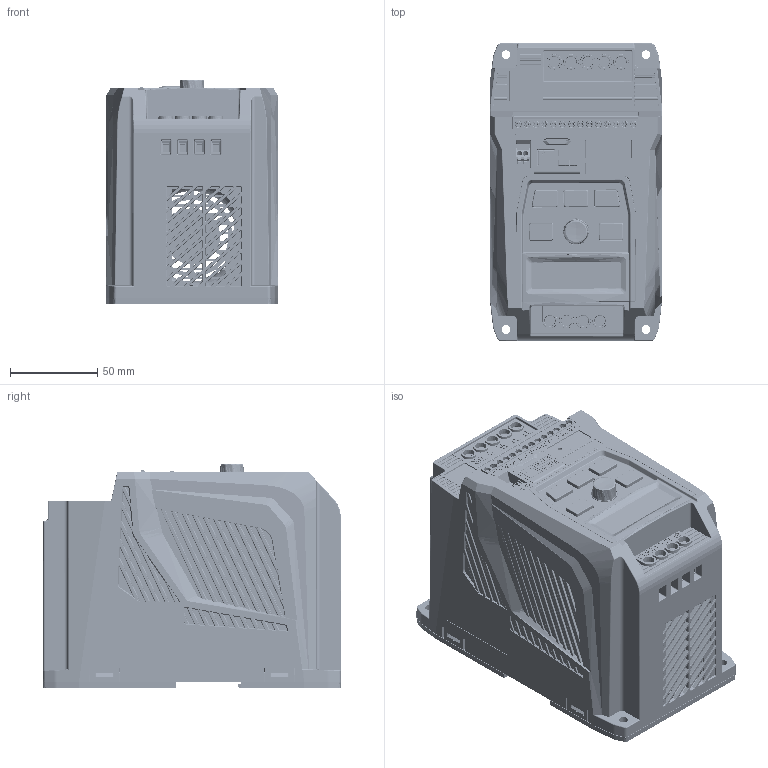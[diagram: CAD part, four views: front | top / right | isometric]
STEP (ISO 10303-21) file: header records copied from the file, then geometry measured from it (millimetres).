
FILE_DESCRIPTION(/* description */ (''),/* implementation_level */ '2;1');
FILE_NAME(/* name */ 'CA100-5R5.stp',/* time_stamp */ '2025-05-19T14:53:53+08:00',/* author */ (''),/* organization */ (''),/* preprocessor_version */ 'ST-DEVELOPER v16',/* originating_system */ 'SIEMENS PLM Software NX 10.0',/* authorisation */ '');
FILE_SCHEMA (('AP203_CONFIGURATION_CONTROLLED_3D_DESIGN_OF_MECHANICAL_PARTS_AND_ASSEMBLIES_MIM_LF { 1 0 10303 403 2 1 2}'));
Products named in the file (1): it41F48D48hx8p
Bounding box: 98 x 170 x 127.99 mm (x, y, z)
Volume: 888157.3 mm3; surface area: 705063.3 mm2
Topology: 83 solids, 97 shells, 10275 faces, 27100 edges, 17379 vertices
Faces by surface type: plane 5637, cylinder 2652, bspline 1217, cone 315, torus 310, extrusion 93, sphere 51
Entity records: 388833 total; most frequent: CARTESIAN_POINT 129756, ORIENTED_EDGE 54166, DIRECTION 46746, EDGE_CURVE 27083, VERTEX_POINT 17373, VECTOR 17294, LINE 17201, AXIS2_PLACEMENT_3D 14726
